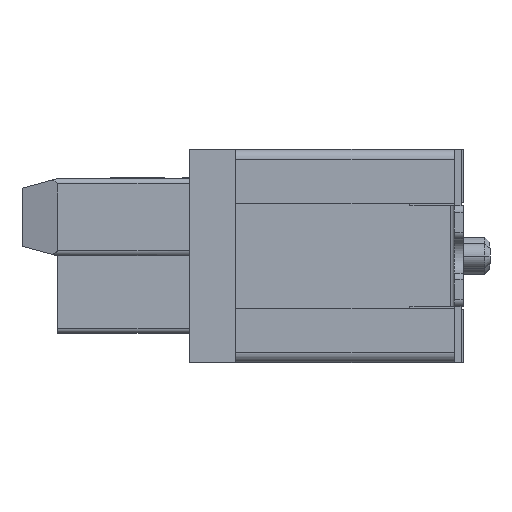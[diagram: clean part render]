
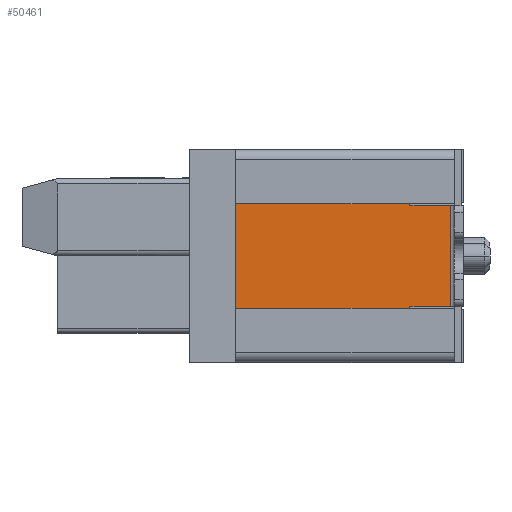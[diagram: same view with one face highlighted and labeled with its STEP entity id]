
A CAD part, left-side view. The second image highlights one B-rep face of the part: STEP entity #50461.
In plain terms, the highlighted planar face has unit normal (-1, 0, 0).
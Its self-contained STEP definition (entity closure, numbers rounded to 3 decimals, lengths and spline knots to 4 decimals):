
#731=DIRECTION('',(0.,-1.,0.));
#732=VECTOR('',#731,4.75);
#733=CARTESIAN_POINT('',(-19.15,6.2,-2.3));
#734=LINE('',#733,#732);
#819=DIRECTION('',(0.,0.,1.));
#820=VECTOR('',#819,0.875);
#821=CARTESIAN_POINT('',(-19.15,1.45,1.425));
#822=LINE('',#821,#820);
#823=DIRECTION('',(0.,1.,0.));
#824=VECTOR('',#823,1.15);
#825=CARTESIAN_POINT('',(-19.15,0.3,1.425));
#826=LINE('',#825,#824);
#827=DIRECTION('',(0.,-1.,0.));
#828=VECTOR('',#827,1.15);
#829=CARTESIAN_POINT('',(-19.15,1.45,-1.425));
#830=LINE('',#829,#828);
#831=DIRECTION('',(0.,0.,1.));
#832=VECTOR('',#831,0.875);
#833=CARTESIAN_POINT('',(-19.15,1.45,-2.3));
#834=LINE('',#833,#832);
#835=DIRECTION('',(0.,-1.,0.));
#836=VECTOR('',#835,0.15);
#837=CARTESIAN_POINT('',(-19.15,6.35,-2.3));
#838=LINE('',#837,#836);
#839=DIRECTION('',(0.,0.,-1.));
#840=VECTOR('',#839,4.6);
#841=CARTESIAN_POINT('',(-19.15,6.35,2.3));
#842=LINE('',#841,#840);
#843=DIRECTION('',(0.,1.,0.));
#844=VECTOR('',#843,0.15);
#845=CARTESIAN_POINT('',(-19.15,6.2,2.3));
#846=LINE('',#845,#844);
#851=DIRECTION('',(0.,1.,0.));
#852=VECTOR('',#851,4.75);
#853=CARTESIAN_POINT('',(-19.15,1.45,2.3));
#854=LINE('',#853,#852);
#871=DIRECTION('',(0.,0.,-1.));
#872=VECTOR('',#871,2.85);
#873=CARTESIAN_POINT('',(-19.15,0.3,1.425));
#874=LINE('',#873,#872);
#38685=CARTESIAN_POINT('',(-19.15,6.35,2.3));
#38687=VERTEX_POINT('',#38685);
#38699=CARTESIAN_POINT('',(-19.15,0.3,1.425));
#38700=CARTESIAN_POINT('',(-19.15,1.45,1.425));
#38701=VERTEX_POINT('',#38699);
#38702=VERTEX_POINT('',#38700);
#38735=CARTESIAN_POINT('',(-19.15,0.3,-1.425));
#38736=VERTEX_POINT('',#38735);
#38737=CARTESIAN_POINT('',(-19.15,1.45,-1.425));
#38738=VERTEX_POINT('',#38737);
#38739=CARTESIAN_POINT('',(-19.15,6.35,-2.3));
#38740=VERTEX_POINT('',#38739);
#47102=CARTESIAN_POINT('',(-19.15,6.2,2.3));
#47103=VERTEX_POINT('',#47102);
#47104=CARTESIAN_POINT('',(-19.15,1.45,2.3));
#47105=VERTEX_POINT('',#47104);
#47106=CARTESIAN_POINT('',(-19.15,6.2,-2.3));
#47107=VERTEX_POINT('',#47106);
#47108=CARTESIAN_POINT('',(-19.15,1.45,-2.3));
#47109=VERTEX_POINT('',#47108);
#50441=CARTESIAN_POINT('',(-19.15,3.325,0.));
#50442=DIRECTION('',(1.,0.,0.));
#50443=DIRECTION('',(0.,1.,0.));
#50444=AXIS2_PLACEMENT_3D('',#50441,#50442,#50443);
#50445=PLANE('',#50444);
#50447=ORIENTED_EDGE('',*,*,#50446,.F.);
#50448=ORIENTED_EDGE('',*,*,#50187,.F.);
#50449=ORIENTED_EDGE('',*,*,#50210,.F.);
#50451=ORIENTED_EDGE('',*,*,#50450,.T.);
#50452=ORIENTED_EDGE('',*,*,#50238,.F.);
#50453=ORIENTED_EDGE('',*,*,#50260,.F.);
#50454=ORIENTED_EDGE('',*,*,#50279,.F.);
#50455=ORIENTED_EDGE('',*,*,#50379,.F.);
#50457=ORIENTED_EDGE('',*,*,#50456,.F.);
#50458=ORIENTED_EDGE('',*,*,#50433,.F.);
#50459=EDGE_LOOP('',(#50447,#50448,#50449,#50451,#50452,#50453,#50454,#50455,
#50457,#50458));
#50460=FACE_OUTER_BOUND('',#50459,.F.);
#50461=ADVANCED_FACE('',(#50460),#50445,.F.);
#50187=EDGE_CURVE('',#38702,#47105,#822,.T.);
#50210=EDGE_CURVE('',#38701,#38702,#826,.T.);
#50238=EDGE_CURVE('',#38738,#38736,#830,.T.);
#50260=EDGE_CURVE('',#47109,#38738,#834,.T.);
#50279=EDGE_CURVE('',#47107,#47109,#734,.T.);
#50379=EDGE_CURVE('',#38740,#47107,#838,.T.);
#50433=EDGE_CURVE('',#47103,#38687,#846,.T.);
#50446=EDGE_CURVE('',#47105,#47103,#854,.T.);
#50450=EDGE_CURVE('',#38701,#38736,#874,.T.);
#50456=EDGE_CURVE('',#38687,#38740,#842,.T.);
